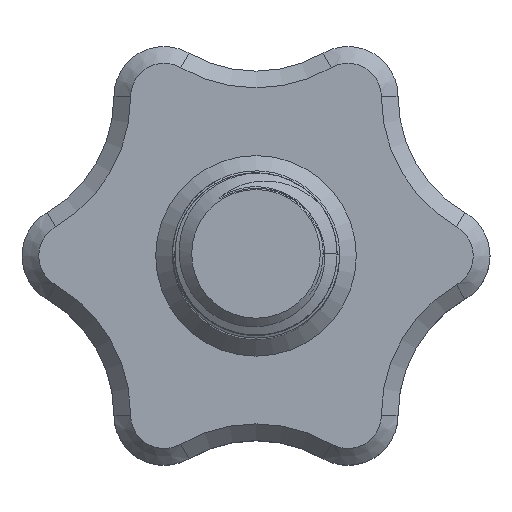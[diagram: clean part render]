
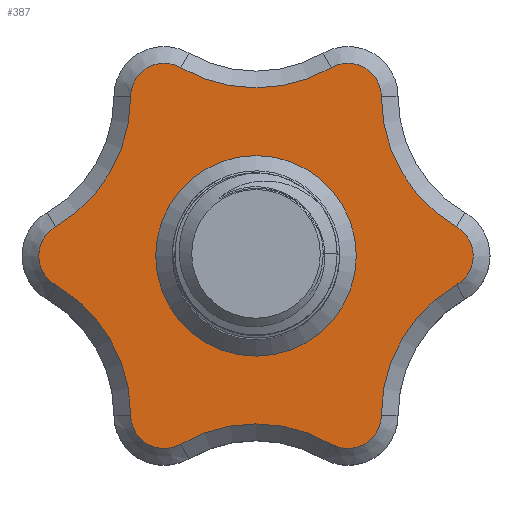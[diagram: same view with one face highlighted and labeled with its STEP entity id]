
A CAD part, top view. The second image highlights one B-rep face of the part: STEP entity #387.
In plain terms, the highlighted planar face has unit normal (0, 0, 1).
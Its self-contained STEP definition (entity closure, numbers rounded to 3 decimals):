
#129 = VERTEX_POINT('',#130);
#130 = CARTESIAN_POINT('',(-4.5,11.258,10.));
#136 = EDGE_CURVE('',#129,#137,#139,.T.);
#137 = VERTEX_POINT('',#138);
#138 = CARTESIAN_POINT('',(-7.5,9.526,10.));
#139 = CIRCLE('',#140,2.);
#140 = AXIS2_PLACEMENT_3D('',#141,#142,#143);
#141 = CARTESIAN_POINT('',(-5.5,9.526,10.));
#142 = DIRECTION('',(0.,-0.,1.));
#143 = DIRECTION('',(0.5,0.866,0.));
#219 = VERTEX_POINT('',#220);
#220 = CARTESIAN_POINT('',(4.5,11.258,10.));
#226 = EDGE_CURVE('',#219,#129,#227,.T.);
#227 = CIRCLE('',#228,9.);
#228 = AXIS2_PLACEMENT_3D('',#229,#230,#231);
#229 = CARTESIAN_POINT('',(0.,19.053,10.));
#230 = DIRECTION('',(0.,-0.,-1.));
#231 = DIRECTION('',(0.5,-0.866,0.));
#387 = ADVANCED_FACE('',(#388,#480),#491,.T.);
#388 = FACE_BOUND('',#389,.T.);
#389 = EDGE_LOOP('',(#390,#401,#410,#419,#428,#437,#446,#455,#464,#471,
    #472,#473));
#390 = ORIENTED_EDGE('',*,*,#391,.T.);
#391 = EDGE_CURVE('',#392,#394,#396,.T.);
#392 = VERTEX_POINT('',#393);
#393 = CARTESIAN_POINT('',(-12.,1.732,10.));
#394 = VERTEX_POINT('',#395);
#395 = CARTESIAN_POINT('',(-12.,-1.732,10.));
#396 = CIRCLE('',#397,2.);
#397 = AXIS2_PLACEMENT_3D('',#398,#399,#400);
#398 = CARTESIAN_POINT('',(-11.,0.,10.));
#399 = DIRECTION('',(0.,0.,1.));
#400 = DIRECTION('',(-0.5,0.866,0.));
#401 = ORIENTED_EDGE('',*,*,#402,.T.);
#402 = EDGE_CURVE('',#394,#403,#405,.T.);
#403 = VERTEX_POINT('',#404);
#404 = CARTESIAN_POINT('',(-7.5,-9.526,10.));
#405 = CIRCLE('',#406,9.);
#406 = AXIS2_PLACEMENT_3D('',#407,#408,#409);
#407 = CARTESIAN_POINT('',(-16.5,-9.526,10.));
#408 = DIRECTION('',(0.,0.,-1.));
#409 = DIRECTION('',(0.5,0.866,0.));
#410 = ORIENTED_EDGE('',*,*,#411,.T.);
#411 = EDGE_CURVE('',#403,#412,#414,.T.);
#412 = VERTEX_POINT('',#413);
#413 = CARTESIAN_POINT('',(-4.5,-11.258,10.));
#414 = CIRCLE('',#415,2.);
#415 = AXIS2_PLACEMENT_3D('',#416,#417,#418);
#416 = CARTESIAN_POINT('',(-5.5,-9.526,10.));
#417 = DIRECTION('',(0.,0.,1.));
#418 = DIRECTION('',(-1.,0.,0.));
#419 = ORIENTED_EDGE('',*,*,#420,.T.);
#420 = EDGE_CURVE('',#412,#421,#423,.T.);
#421 = VERTEX_POINT('',#422);
#422 = CARTESIAN_POINT('',(4.5,-11.258,10.));
#423 = CIRCLE('',#424,9.);
#424 = AXIS2_PLACEMENT_3D('',#425,#426,#427);
#425 = CARTESIAN_POINT('',(0.,-19.053,10.));
#426 = DIRECTION('',(0.,0.,-1.));
#427 = DIRECTION('',(-0.5,0.866,0.));
#428 = ORIENTED_EDGE('',*,*,#429,.T.);
#429 = EDGE_CURVE('',#421,#430,#432,.T.);
#430 = VERTEX_POINT('',#431);
#431 = CARTESIAN_POINT('',(7.5,-9.526,10.));
#432 = CIRCLE('',#433,2.);
#433 = AXIS2_PLACEMENT_3D('',#434,#435,#436);
#434 = CARTESIAN_POINT('',(5.5,-9.526,10.));
#435 = DIRECTION('',(0.,0.,1.));
#436 = DIRECTION('',(-0.5,-0.866,0.));
#437 = ORIENTED_EDGE('',*,*,#438,.T.);
#438 = EDGE_CURVE('',#430,#439,#441,.T.);
#439 = VERTEX_POINT('',#440);
#440 = CARTESIAN_POINT('',(12.,-1.732,10.));
#441 = CIRCLE('',#442,9.);
#442 = AXIS2_PLACEMENT_3D('',#443,#444,#445);
#443 = CARTESIAN_POINT('',(16.5,-9.526,10.));
#444 = DIRECTION('',(-0.,0.,-1.));
#445 = DIRECTION('',(-1.,0.,0.));
#446 = ORIENTED_EDGE('',*,*,#447,.T.);
#447 = EDGE_CURVE('',#439,#448,#450,.T.);
#448 = VERTEX_POINT('',#449);
#449 = CARTESIAN_POINT('',(12.,1.732,10.));
#450 = CIRCLE('',#451,2.);
#451 = AXIS2_PLACEMENT_3D('',#452,#453,#454);
#452 = CARTESIAN_POINT('',(11.,0.,10.));
#453 = DIRECTION('',(-0.,0.,1.));
#454 = DIRECTION('',(0.5,-0.866,0.));
#455 = ORIENTED_EDGE('',*,*,#456,.T.);
#456 = EDGE_CURVE('',#448,#457,#459,.T.);
#457 = VERTEX_POINT('',#458);
#458 = CARTESIAN_POINT('',(7.5,9.526,10.));
#459 = CIRCLE('',#460,9.);
#460 = AXIS2_PLACEMENT_3D('',#461,#462,#463);
#461 = CARTESIAN_POINT('',(16.5,9.526,10.));
#462 = DIRECTION('',(-0.,0.,-1.));
#463 = DIRECTION('',(-0.5,-0.866,0.));
#464 = ORIENTED_EDGE('',*,*,#465,.T.);
#465 = EDGE_CURVE('',#457,#219,#466,.T.);
#466 = CIRCLE('',#467,2.);
#467 = AXIS2_PLACEMENT_3D('',#468,#469,#470);
#468 = CARTESIAN_POINT('',(5.5,9.526,10.));
#469 = DIRECTION('',(0.,-0.,1.));
#470 = DIRECTION('',(1.,0.,0.));
#471 = ORIENTED_EDGE('',*,*,#226,.T.);
#472 = ORIENTED_EDGE('',*,*,#136,.T.);
#473 = ORIENTED_EDGE('',*,*,#474,.T.);
#474 = EDGE_CURVE('',#137,#392,#475,.T.);
#475 = CIRCLE('',#476,9.);
#476 = AXIS2_PLACEMENT_3D('',#477,#478,#479);
#477 = CARTESIAN_POINT('',(-16.5,9.526,10.));
#478 = DIRECTION('',(0.,-0.,-1.));
#479 = DIRECTION('',(1.,0.,0.));
#480 = FACE_BOUND('',#481,.T.);
#481 = EDGE_LOOP('',(#482));
#482 = ORIENTED_EDGE('',*,*,#483,.T.);
#483 = EDGE_CURVE('',#484,#484,#486,.T.);
#484 = VERTEX_POINT('',#485);
#485 = CARTESIAN_POINT('',(6.,0.,10.));
#486 = CIRCLE('',#487,6.);
#487 = AXIS2_PLACEMENT_3D('',#488,#489,#490);
#488 = CARTESIAN_POINT('',(0.,0.,10.));
#489 = DIRECTION('',(0.,0.,-1.));
#490 = DIRECTION('',(1.,0.,0.));
#491 = PLANE('',#492);
#492 = AXIS2_PLACEMENT_3D('',#493,#494,#495);
#493 = CARTESIAN_POINT('',(0.,0.,10.));
#494 = DIRECTION('',(0.,0.,1.));
#495 = DIRECTION('',(1.,0.,0.));
